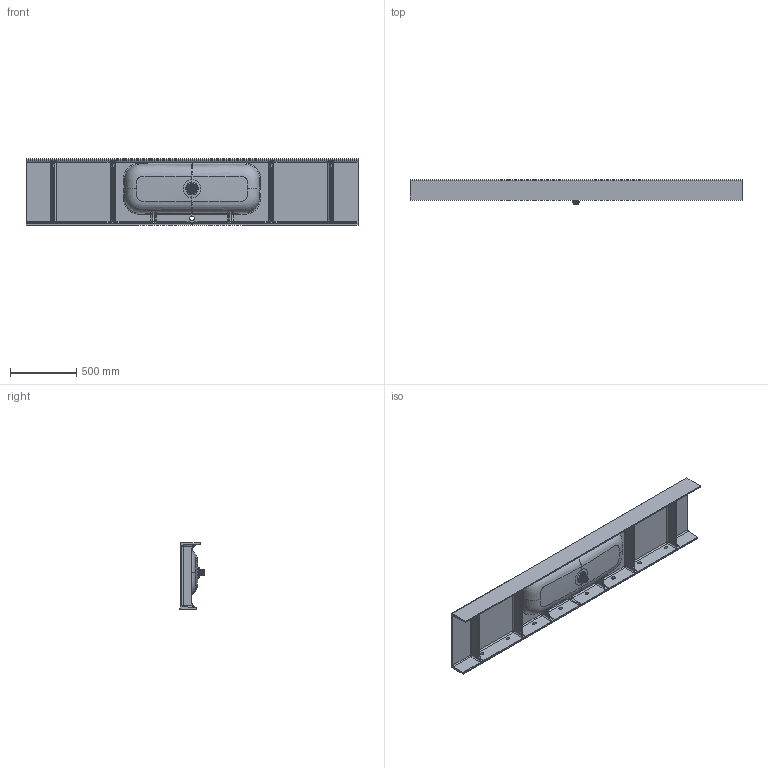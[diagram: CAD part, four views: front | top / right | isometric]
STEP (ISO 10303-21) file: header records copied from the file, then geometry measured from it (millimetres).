
FILE_DESCRIPTION (( 'STEP AP203' ), '1' );
FILE_NAME ('CALI100-P.STEP', '2021-09-10T08:24:17', ( '' ), ( '' ), 'SwSTEP 2.0', 'SolidWorks 2020', '' );
FILE_SCHEMA (( 'CONFIG_CONTROL_DESIGN' ));
Products named in the file (1): CALI100-P
Bounding box: 2500 x 186.26 x 500 mm (x, y, z)
Volume: 29734907 mm3; surface area: 4383706.9 mm2
Topology: 8 solids, 8 shells, 594 faces, 1547 edges, 944 vertices
Faces by surface type: cylinder 243, bspline 129, plane 116, torus 40, cone 34, sphere 32
Entity records: 95703 total; most frequent: CARTESIAN_POINT 82414, ORIENTED_EDGE 3058, DIRECTION 2484, EDGE_CURVE 1529, AXIS2_PLACEMENT_3D 971, VERTEX_POINT 944, EDGE_LOOP 643, FACE_OUTER_BOUND 594
